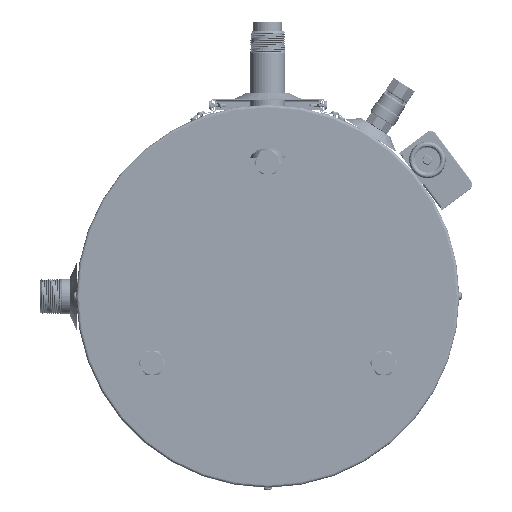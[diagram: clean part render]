
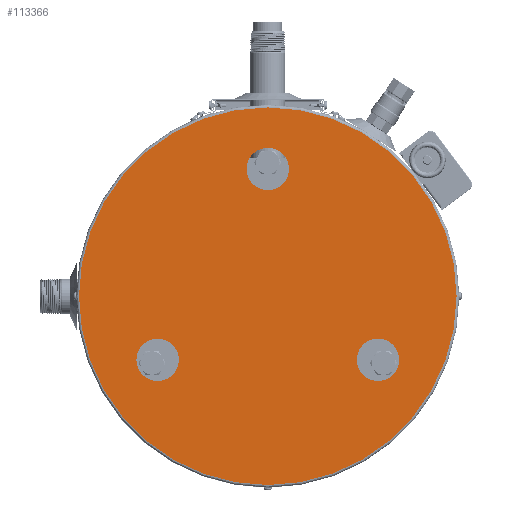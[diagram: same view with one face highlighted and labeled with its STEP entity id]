
A CAD part, front view. The second image highlights one B-rep face of the part: STEP entity #113366.
In plain terms, the highlighted planar face has unit normal (0, -1, 0).
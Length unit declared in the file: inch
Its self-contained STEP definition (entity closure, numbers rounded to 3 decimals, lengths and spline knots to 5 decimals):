
#4150 = CARTESIAN_POINT ( 'NONE',  ( -5.19615, -0.53, -3. ) ) ;
#5015 = CARTESIAN_POINT ( 'NONE',  ( 4.19615, -0.53, -3. ) ) ;
#6495 = DIRECTION ( 'NONE',  ( -1., 0., 0. ) ) ;
#9610 = AXIS2_PLACEMENT_3D ( 'NONE', #44878, #43443, #78028 ) ;
#9842 = CIRCLE ( 'NONE', #47256, 1. ) ;
#13620 = EDGE_CURVE ( 'NONE', #20022, #20022, #70820, .T. ) ;
#13747 = DIRECTION ( 'NONE',  ( -1., 0., 0. ) ) ;
#15766 = EDGE_LOOP ( 'NONE', ( #121075 ) ) ;
#16808 = CARTESIAN_POINT ( 'NONE',  ( 0., -0.53, 6. ) ) ;
#17650 = AXIS2_PLACEMENT_3D ( 'NONE', #4150, #47374, #13747 ) ;
#20022 = VERTEX_POINT ( 'NONE', #130015 ) ;
#31331 = CARTESIAN_POINT ( 'NONE',  ( -6.19615, -0.53, -3. ) ) ;
#35497 = CIRCLE ( 'NONE', #101240, 8.905 ) ;
#40061 = FACE_BOUND ( 'NONE', #83755, .T. ) ;
#43443 = DIRECTION ( 'NONE',  ( 0., 1., 0. ) ) ;
#44878 = CARTESIAN_POINT ( 'NONE',  ( 0., -0.53, 0. ) ) ;
#47256 = AXIS2_PLACEMENT_3D ( 'NONE', #65596, #132405, #76689 ) ;
#47374 = DIRECTION ( 'NONE',  ( 0., 1., 0. ) ) ;
#47900 = ORIENTED_EDGE ( 'NONE', *, *, #13620, .T. ) ;
#52983 = CARTESIAN_POINT ( 'NONE',  ( 0., -0.53, 0. ) ) ;
#62519 = EDGE_CURVE ( 'NONE', #87294, #87294, #35497, .T. ) ;
#64763 = PLANE ( 'NONE',  #9610 ) ;
#65596 = CARTESIAN_POINT ( 'NONE',  ( 5.19615, -0.53, -3. ) ) ;
#70820 = CIRCLE ( 'NONE', #106006, 1. ) ;
#73748 = EDGE_LOOP ( 'NONE', ( #47900 ) ) ;
#73971 = DIRECTION ( 'NONE',  ( 0., 1., 0. ) ) ;
#76588 = FACE_BOUND ( 'NONE', #83964, .T. ) ;
#76689 = DIRECTION ( 'NONE',  ( -1., 0., 0. ) ) ;
#78028 = DIRECTION ( 'NONE',  ( -1., 0., 0. ) ) ;
#83755 = EDGE_LOOP ( 'NONE', ( #134170 ) ) ;
#83964 = EDGE_LOOP ( 'NONE', ( #113515 ) ) ;
#84926 = FACE_BOUND ( 'NONE', #73748, .T. ) ;
#85880 = CARTESIAN_POINT ( 'NONE',  ( 8.905, -0.53, 0. ) ) ;
#87294 = VERTEX_POINT ( 'NONE', #85880 ) ;
#101240 = AXIS2_PLACEMENT_3D ( 'NONE', #52983, #131532, #130810 ) ;
#106006 = AXIS2_PLACEMENT_3D ( 'NONE', #16808, #73971, #6495 ) ;
#109195 = VERTEX_POINT ( 'NONE', #31331 ) ;
#113366 = ADVANCED_FACE ( 'NONE', ( #40061, #76588, #84926, #129606 ), #64763, .F. ) ;
#113515 = ORIENTED_EDGE ( 'NONE', *, *, #132708, .T. ) ;
#121075 = ORIENTED_EDGE ( 'NONE', *, *, #62519, .T. ) ;
#127899 = EDGE_CURVE ( 'NONE', #137809, #137809, #9842, .T. ) ;
#129606 = FACE_OUTER_BOUND ( 'NONE', #15766, .T. ) ;
#129942 = CIRCLE ( 'NONE', #17650, 1. ) ;
#130015 = CARTESIAN_POINT ( 'NONE',  ( -1., -0.53, 6. ) ) ;
#130810 = DIRECTION ( 'NONE',  ( 1., 0., 0. ) ) ;
#131532 = DIRECTION ( 'NONE',  ( 0., -1., 0. ) ) ;
#132405 = DIRECTION ( 'NONE',  ( 0., 1., 0. ) ) ;
#132708 = EDGE_CURVE ( 'NONE', #109195, #109195, #129942, .T. ) ;
#134170 = ORIENTED_EDGE ( 'NONE', *, *, #127899, .T. ) ;
#137809 = VERTEX_POINT ( 'NONE', #5015 ) ;
